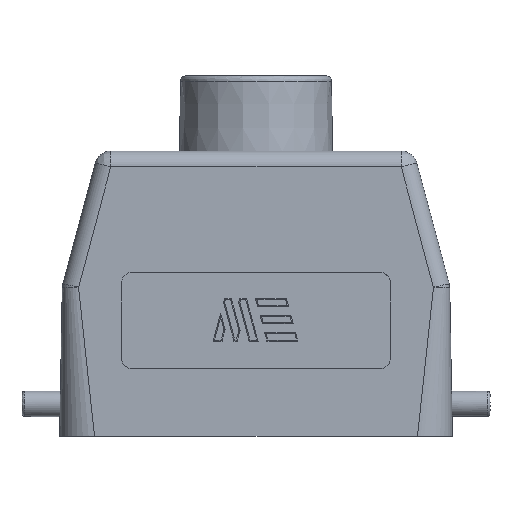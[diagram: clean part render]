
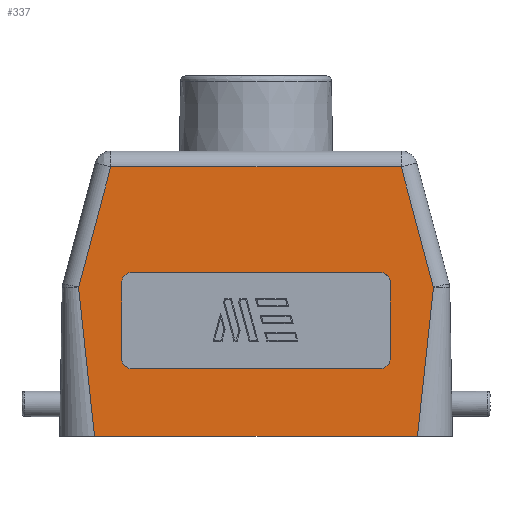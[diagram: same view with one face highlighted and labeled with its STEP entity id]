
A CAD part, front view. The second image highlights one B-rep face of the part: STEP entity #337.
In plain terms, the highlighted planar face has unit normal (0, -1, 0.018).
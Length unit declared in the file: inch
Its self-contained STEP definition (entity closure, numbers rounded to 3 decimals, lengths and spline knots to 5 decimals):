
#40 = ORIENTED_EDGE ( 'NONE', *, *, #811, .T. ) ;
#145 = LINE ( 'NONE', #3664, #5315 ) ;
#250 = CARTESIAN_POINT ( 'NONE',  ( 1.98806, -0.81206, 1.97057 ) ) ;
#284 = ORIENTED_EDGE ( 'NONE', *, *, #902, .T. ) ;
#306 = CARTESIAN_POINT ( 'NONE',  ( 1.90929, -0.83729, 0.52489 ) ) ;
#337 = ADVANCED_FACE ( 'NONE', ( #674, #2974 ), #2940, .T. ) ;
#348 = CARTESIAN_POINT ( 'NONE',  ( -0.51181, -0.84646, 0. ) ) ;
#383 = ORIENTED_EDGE ( 'NONE', *, *, #4866, .F. ) ;
#493 = CARTESIAN_POINT ( 'NONE',  ( 1.90911, -0.82688, 1.12172 ) ) ;
#657 = ORIENTED_EDGE ( 'NONE', *, *, #2668, .T. ) ;
#658 = CARTESIAN_POINT ( 'NONE',  ( 1.9091, -0.82607, 1.16782 ) ) ;
#674 = FACE_OUTER_BOUND ( 'NONE', #6462, .T. ) ;
#796 = DIRECTION ( 'NONE',  ( 0.107, -0.017, -0.994 ) ) ;
#811 = EDGE_CURVE ( 'NONE', #4561, #4257, #4809, .T. ) ;
#902 = EDGE_CURVE ( 'NONE', #3446, #3777, #2261, .T. ) ;
#1040 = ORIENTED_EDGE ( 'NONE', *, *, #4127, .T. ) ;
#1048 = VERTEX_POINT ( 'NONE', #2331 ) ;
#1052 = DIRECTION ( 'NONE',  ( 1., 0., 0. ) ) ;
#1078 = VECTOR ( 'NONE', #1129, 39.37008 ) ;
#1113 = CARTESIAN_POINT ( 'NONE',  ( 0.9252, -0.83786, 0.49228 ) ) ;
#1114 = EDGE_CURVE ( 'NONE', #5338, #4205, #3642, .T. ) ;
#1129 = DIRECTION ( 'NONE',  ( 0., -0.017, -1. ) ) ;
#1181 = ORIENTED_EDGE ( 'NONE', *, *, #5542, .T. ) ;
#1214 = VECTOR ( 'NONE', #796, 39.37008 ) ;
#1224 = EDGE_CURVE ( 'NONE', #1048, #2684, #3003, .T. ) ;
#1403 = CARTESIAN_POINT ( 'NONE',  ( 0.01982, -0.83786, 0.49228 ) ) ;
#1704 = VERTEX_POINT ( 'NONE', #6908 ) ;
#1705 = CARTESIAN_POINT ( 'NONE',  ( 1.90911, -0.82688, 1.12172 ) ) ;
#1904 = DIRECTION ( 'NONE',  ( 0., -1., 0.017 ) ) ;
#1960 = CARTESIAN_POINT ( 'NONE',  ( -0.13767, -0.81206, 1.97057 ) ) ;
#2034 = ORIENTED_EDGE ( 'NONE', *, *, #1114, .T. ) ;
#2174 = ORIENTED_EDGE ( 'NONE', *, *, #2924, .T. ) ;
#2195 = CARTESIAN_POINT ( 'NONE',  ( 0.9252, -0.81206, 1.97057 ) ) ;
#2217 =( BOUNDED_CURVE ( )  B_SPLINE_CURVE ( 3, ( #3858, #6138, #5413, #4382 ),
 .UNSPECIFIED., .F., .F. ) 
 B_SPLINE_CURVE_WITH_KNOTS ( ( 4, 4 ),
 ( 0.0003, 1.5708 ),
 .UNSPECIFIED. ) 
 CURVE ( )  GEOMETRIC_REPRESENTATION_ITEM ( )  RATIONAL_B_SPLINE_CURVE ( ( 1., 0.805, 0.805, 1. ) ) 
 REPRESENTATION_ITEM ( '' )  );
#2261 = LINE ( 'NONE', #2195, #5826 ) ;
#2265 = CARTESIAN_POINT ( 'NONE',  ( 1.83036, -0.8255, 1.20042 ) ) ;
#2331 = CARTESIAN_POINT ( 'NONE',  ( 1.90928, -0.83649, 0.57103 ) ) ;
#2391 = DIRECTION ( 'NONE',  ( 0., -0.017, -1. ) ) ;
#2425 = DIRECTION ( 'NONE',  ( -0.259, 0.017, 0.966 ) ) ;
#2556 = VERTEX_POINT ( 'NONE', #2768 ) ;
#2583 = VERTEX_POINT ( 'NONE', #5573 ) ;
#2584 = CARTESIAN_POINT ( 'NONE',  ( 1.87669, -0.83786, 0.49228 ) ) ;
#2589 = CARTESIAN_POINT ( 'NONE',  ( -0.0263, -0.83786, 0.49228 ) ) ;
#2613 = EDGE_CURVE ( 'NONE', #2556, #1048, #5532, .T. ) ;
#2632 = LINE ( 'NONE', #348, #4817 ) ;
#2668 = EDGE_CURVE ( 'NONE', #2583, #3696, #3860, .T. ) ;
#2684 = VERTEX_POINT ( 'NONE', #5364 ) ;
#2768 = CARTESIAN_POINT ( 'NONE',  ( 1.90911, -0.82688, 1.12172 ) ) ;
#2798 = CARTESIAN_POINT ( 'NONE',  ( -0.2565, -0.84646, 0. ) ) ;
#2924 = EDGE_CURVE ( 'NONE', #3696, #2556, #3244, .T. ) ;
#2940 = PLANE ( 'NONE',  #6542 ) ;
#2974 = FACE_BOUND ( 'NONE', #6866, .T. ) ;
#3003 =( BOUNDED_CURVE ( )  B_SPLINE_CURVE ( 3, ( #5952, #306, #2584, #4832 ),
 .UNSPECIFIED., .F., .T. ) 
 B_SPLINE_CURVE_WITH_KNOTS ( ( 4, 4 ),
 ( 5.1761, 6.74659 ),
 .UNSPECIFIED. ) 
 CURVE ( )  GEOMETRIC_REPRESENTATION_ITEM ( )  RATIONAL_B_SPLINE_CURVE ( ( 1., 0.805, 0.805, 1. ) ) 
 REPRESENTATION_ITEM ( '' )  );
#3023 = EDGE_CURVE ( 'NONE', #3777, #5338, #7037, .T. ) ;
#3027 = DIRECTION ( 'NONE',  ( -0.259, -0.017, -0.966 ) ) ;
#3100 = CARTESIAN_POINT ( 'NONE',  ( 2.10689, -0.84646, 0. ) ) ;
#3210 = VECTOR ( 'NONE', #3027, 39.37008 ) ;
#3244 =( BOUNDED_CURVE ( )  B_SPLINE_CURVE ( 3, ( #2265, #4510, #658, #1705 ),
 .UNSPECIFIED., .F., .F. ) 
 B_SPLINE_CURVE_WITH_KNOTS ( ( 4, 4 ),
 ( 4.71239, 6.28288 ),
 .UNSPECIFIED. ) 
 CURVE ( )  GEOMETRIC_REPRESENTATION_ITEM ( )  RATIONAL_B_SPLINE_CURVE ( ( 1., 0.805, 0.805, 1. ) ) 
 REPRESENTATION_ITEM ( '' )  );
#3252 = VERTEX_POINT ( 'NONE', #4318 ) ;
#3289 = DIRECTION ( 'NONE',  ( 0., 0.017, 1. ) ) ;
#3397 = DIRECTION ( 'NONE',  ( -1., 0., 0. ) ) ;
#3446 = VERTEX_POINT ( 'NONE', #250 ) ;
#3571 = EDGE_CURVE ( 'NONE', #2684, #1704, #6271, .T. ) ;
#3642 = LINE ( 'NONE', #4313, #1214 ) ;
#3664 = CARTESIAN_POINT ( 'NONE',  ( 2.22387, -0.82742, 1.09051 ) ) ;
#3696 = VERTEX_POINT ( 'NONE', #5907 ) ;
#3777 = VERTEX_POINT ( 'NONE', #6591 ) ;
#3858 = CARTESIAN_POINT ( 'NONE',  ( -0.05872, -0.82688, 1.12172 ) ) ;
#3860 = LINE ( 'NONE', #6141, #5328 ) ;
#3917 = DIRECTION ( 'NONE',  ( -1., 0., 0. ) ) ;
#4127 = EDGE_CURVE ( 'NONE', #3252, #2583, #2217, .T. ) ;
#4156 = ORIENTED_EDGE ( 'NONE', *, *, #4854, .T. ) ;
#4205 = VERTEX_POINT ( 'NONE', #2798 ) ;
#4257 = VERTEX_POINT ( 'NONE', #6325 ) ;
#4313 = CARTESIAN_POINT ( 'NONE',  ( -0.31541, -0.83687, 0.54915 ) ) ;
#4318 = CARTESIAN_POINT ( 'NONE',  ( -0.05872, -0.82688, 1.12172 ) ) ;
#4362 = DIRECTION ( 'NONE',  ( 0.107, 0.017, 0.994 ) ) ;
#4382 = CARTESIAN_POINT ( 'NONE',  ( 0.02004, -0.8255, 1.20042 ) ) ;
#4397 = VECTOR ( 'NONE', #4362, 39.37008 ) ;
#4499 = VECTOR ( 'NONE', #3289, 39.37008 ) ;
#4510 = CARTESIAN_POINT ( 'NONE',  ( 1.87648, -0.8255, 1.20042 ) ) ;
#4561 = VERTEX_POINT ( 'NONE', #6090 ) ;
#4590 = ORIENTED_EDGE ( 'NONE', *, *, #3571, .T. ) ;
#4809 = LINE ( 'NONE', #3100, #4397 ) ;
#4817 = VECTOR ( 'NONE', #5432, 39.37008 ) ;
#4832 = CARTESIAN_POINT ( 'NONE',  ( 1.83057, -0.83786, 0.49228 ) ) ;
#4854 = EDGE_CURVE ( 'NONE', #1704, #4901, #6092, .T. ) ;
#4866 = EDGE_CURVE ( 'NONE', #4561, #4205, #2632, .T. ) ;
#4881 = CARTESIAN_POINT ( 'NONE',  ( -0.05888, -0.83649, 0.57103 ) ) ;
#4901 = VERTEX_POINT ( 'NONE', #6524 ) ;
#5061 = CARTESIAN_POINT ( 'NONE',  ( -0.05888, -0.83649, 0.57103 ) ) ;
#5184 = CARTESIAN_POINT ( 'NONE',  ( 0.9252, -0.84646, 0. ) ) ;
#5315 = VECTOR ( 'NONE', #2425, 39.37008 ) ;
#5328 = VECTOR ( 'NONE', #1052, 39.37008 ) ;
#5338 = VERTEX_POINT ( 'NONE', #6592 ) ;
#5364 = CARTESIAN_POINT ( 'NONE',  ( 1.83057, -0.83786, 0.49228 ) ) ;
#5411 = ORIENTED_EDGE ( 'NONE', *, *, #2613, .T. ) ;
#5413 = CARTESIAN_POINT ( 'NONE',  ( -0.02608, -0.8255, 1.20042 ) ) ;
#5432 = DIRECTION ( 'NONE',  ( -1., 0., 0. ) ) ;
#5532 = LINE ( 'NONE', #493, #1078 ) ;
#5542 = EDGE_CURVE ( 'NONE', #4257, #3446, #145, .T. ) ;
#5573 = CARTESIAN_POINT ( 'NONE',  ( 0.02004, -0.8255, 1.20042 ) ) ;
#5826 = VECTOR ( 'NONE', #3397, 39.37008 ) ;
#5907 = CARTESIAN_POINT ( 'NONE',  ( 1.83036, -0.8255, 1.20042 ) ) ;
#5952 = CARTESIAN_POINT ( 'NONE',  ( 1.90928, -0.83649, 0.57103 ) ) ;
#6083 = VECTOR ( 'NONE', #3917, 39.37008 ) ;
#6090 = CARTESIAN_POINT ( 'NONE',  ( 2.10689, -0.84646, 0. ) ) ;
#6092 =( BOUNDED_CURVE ( )  B_SPLINE_CURVE ( 3, ( #1403, #2589, #6601, #4881 ),
 .UNSPECIFIED., .F., .T. ) 
 B_SPLINE_CURVE_WITH_KNOTS ( ( 4, 4 ),
 ( 5.81978, 7.39027 ),
 .UNSPECIFIED. ) 
 CURVE ( )  GEOMETRIC_REPRESENTATION_ITEM ( )  RATIONAL_B_SPLINE_CURVE ( ( 1., 0.805, 0.805, 1. ) ) 
 REPRESENTATION_ITEM ( '' )  );
#6100 = ORIENTED_EDGE ( 'NONE', *, *, #1224, .T. ) ;
#6113 = EDGE_CURVE ( 'NONE', #4901, #3252, #6189, .T. ) ;
#6138 = CARTESIAN_POINT ( 'NONE',  ( -0.0587, -0.82607, 1.16782 ) ) ;
#6141 = CARTESIAN_POINT ( 'NONE',  ( 0.9252, -0.8255, 1.20042 ) ) ;
#6189 = LINE ( 'NONE', #5061, #4499 ) ;
#6271 = LINE ( 'NONE', #1113, #6083 ) ;
#6325 = CARTESIAN_POINT ( 'NONE',  ( 2.22387, -0.82742, 1.09051 ) ) ;
#6462 = EDGE_LOOP ( 'NONE', ( #40, #1181, #284, #6755, #2034, #383 ) ) ;
#6495 = ORIENTED_EDGE ( 'NONE', *, *, #6113, .T. ) ;
#6524 = CARTESIAN_POINT ( 'NONE',  ( -0.05888, -0.83649, 0.57103 ) ) ;
#6542 = AXIS2_PLACEMENT_3D ( 'NONE', #5184, #1904, #2391 ) ;
#6591 = CARTESIAN_POINT ( 'NONE',  ( -0.13767, -0.81206, 1.97057 ) ) ;
#6592 = CARTESIAN_POINT ( 'NONE',  ( -0.37348, -0.82742, 1.09051 ) ) ;
#6601 = CARTESIAN_POINT ( 'NONE',  ( -0.0589, -0.83729, 0.52489 ) ) ;
#6755 = ORIENTED_EDGE ( 'NONE', *, *, #3023, .T. ) ;
#6866 = EDGE_LOOP ( 'NONE', ( #4156, #6495, #1040, #657, #2174, #5411, #6100, #4590 ) ) ;
#6908 = CARTESIAN_POINT ( 'NONE',  ( 0.01982, -0.83786, 0.49228 ) ) ;
#7037 = LINE ( 'NONE', #1960, #3210 ) ;
